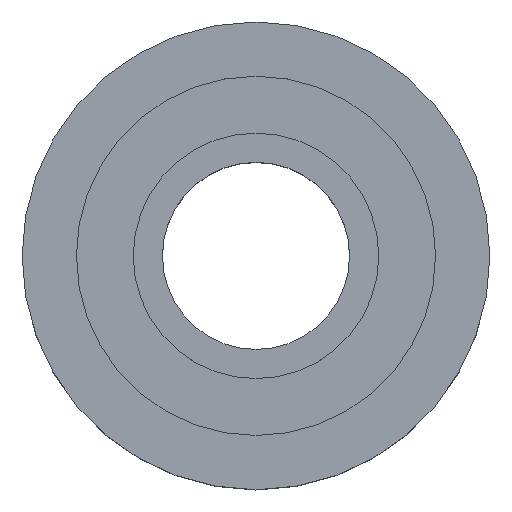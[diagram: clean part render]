
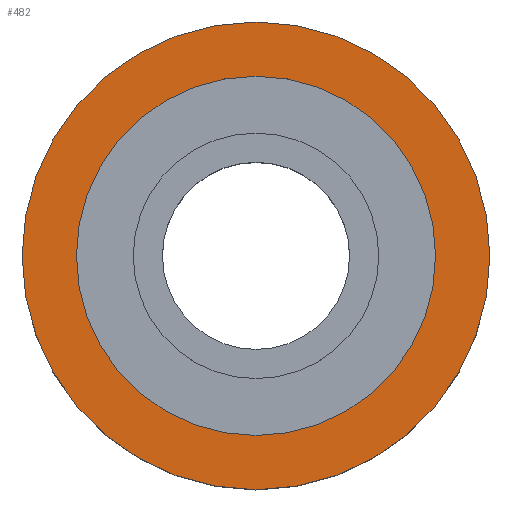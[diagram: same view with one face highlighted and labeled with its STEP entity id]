
A CAD part, top view. The second image highlights one B-rep face of the part: STEP entity #482.
In plain terms, the highlighted planar face has unit normal (0, 0, 1).
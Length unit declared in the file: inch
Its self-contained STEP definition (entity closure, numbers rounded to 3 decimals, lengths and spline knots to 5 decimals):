
#264=CARTESIAN_POINT('',(-0.3125,0.,0.098));
#265=VERTEX_POINT('',#264);
#281=CARTESIAN_POINT('',(0.3125,0.,0.098));
#282=VERTEX_POINT('',#281);
#289=CARTESIAN_POINT('',(0.0,0.0,0.098));
#290=DIRECTION('',(0.0,0.0,-1.0));
#291=DIRECTION('',(-1.0,0.0,0.0));
#292=AXIS2_PLACEMENT_3D('',#289,#290,#291);
#293=CIRCLE('',#292,0.3125);
#294=EDGE_CURVE('',#282,#265,#293,.T.);
#346=CARTESIAN_POINT('',(-0.24,0.,0.098));
#347=VERTEX_POINT('',#346);
#356=CARTESIAN_POINT('',(0.24,0.,0.098));
#357=VERTEX_POINT('',#356);
#358=CARTESIAN_POINT('',(0.0,0.0,0.098));
#359=DIRECTION('',(0.0,0.0,-1.0));
#360=DIRECTION('',(-1.0,0.0,0.0));
#361=AXIS2_PLACEMENT_3D('',#358,#359,#360);
#362=CIRCLE('',#361,0.24);
#363=EDGE_CURVE('',#357,#347,#362,.T.);
#397=CARTESIAN_POINT('',(0.0,0.0,0.098));
#398=DIRECTION('',(0.0,0.0,-1.0));
#399=DIRECTION('',(-1.0,0.0,0.0));
#400=AXIS2_PLACEMENT_3D('',#397,#398,#399);
#401=CIRCLE('',#400,0.24);
#402=EDGE_CURVE('',#347,#357,#401,.T.);
#457=CARTESIAN_POINT('',(0.0,0.0,0.098));
#458=DIRECTION('',(0.0,0.0,-1.0));
#459=DIRECTION('',(-1.0,0.0,0.0));
#460=AXIS2_PLACEMENT_3D('',#457,#458,#459);
#461=CIRCLE('',#460,0.3125);
#462=EDGE_CURVE('',#265,#282,#461,.T.);
#469=CARTESIAN_POINT('',(0.02841,0.,0.098));
#470=DIRECTION('',(0.0,0.0,1.0));
#471=DIRECTION('',(1.0,0.0,0.0));
#472=AXIS2_PLACEMENT_3D('',#469,#470,#471);
#473=PLANE('',#472);
#474=ORIENTED_EDGE('',*,*,#294,.F.);
#475=ORIENTED_EDGE('',*,*,#462,.F.);
#476=EDGE_LOOP('',(#474,#475));
#477=FACE_OUTER_BOUND('',#476,.T.);
#478=ORIENTED_EDGE('',*,*,#363,.T.);
#479=ORIENTED_EDGE('',*,*,#402,.T.);
#480=EDGE_LOOP('',(#478,#479));
#481=FACE_BOUND('',#480,.T.);
#482=ADVANCED_FACE('',(#477,#481),#473,.T.);
